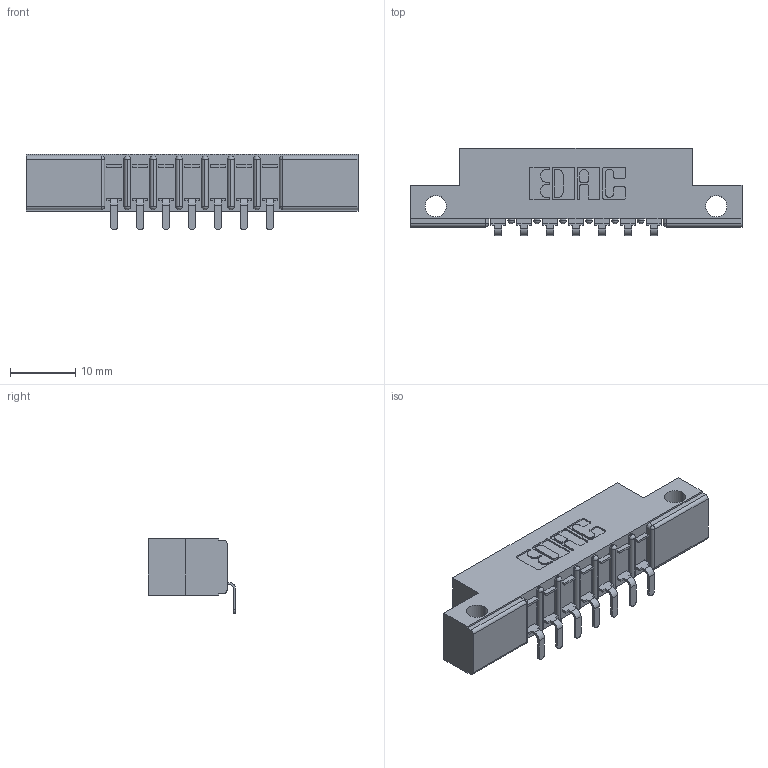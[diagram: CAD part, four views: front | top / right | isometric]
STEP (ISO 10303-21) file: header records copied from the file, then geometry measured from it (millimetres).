
FILE_DESCRIPTION (( 'STEP AP203' ), '1' );
FILE_NAME ('307-007-553-112.STEP', '2018-08-02T19:39:41', ( '' ), ( '' ), 'SwSTEP 2.0', 'SolidWorks 2016', '' );
FILE_SCHEMA (( 'CONFIG_CONTROL_DESIGN' ));
Length unit declared in the file: inch
Products named in the file (3): 307 Part_.128 Dia Side Mounting Holes; 307-290-002_553; 307-007-553-112
Assembly tree (8 placements, depth 2):
  307-007-553-112
    307 Part_.128 Dia Side Mounting Holes
    307-290-002_553  x7
Bounding box: 50.75 x 13.32 x 11.51 mm (x, y, z)
Volume: 3266.6 mm3; surface area: 4971.9 mm2
Topology: 8 solids, 8 shells, 672 faces, 2031 edges, 1330 vertices
Faces by surface type: plane 399, cylinder 257, sphere 16
Entity records: 11172 total; most frequent: CARTESIAN_POINT 1880, ORIENTED_EDGE 1870, DIRECTION 1843, EDGE_CURVE 935, LINE 697, VECTOR 697, VERTEX_POINT 610, AXIS2_PLACEMENT_3D 573
